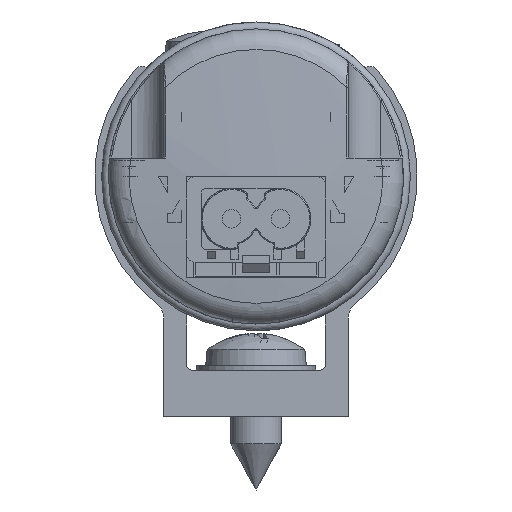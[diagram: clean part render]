
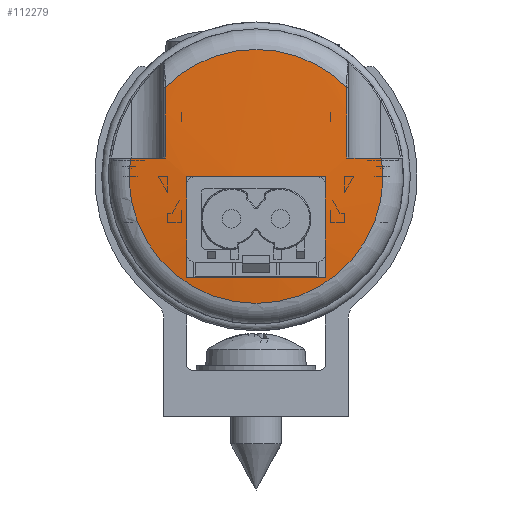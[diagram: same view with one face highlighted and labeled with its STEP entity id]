
A CAD part, left-side view. The second image highlights one B-rep face of the part: STEP entity #112279.
In plain terms, the highlighted spherical face has radius 128.5 mm.
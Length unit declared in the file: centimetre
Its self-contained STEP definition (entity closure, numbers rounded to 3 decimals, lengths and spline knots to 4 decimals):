
#3811=SPHERICAL_SURFACE('',#121860,12.85);
#4170=FACE_BOUND('',#16378,.T.);
#10695=FACE_OUTER_BOUND('',#16377,.T.);
#16377=EDGE_LOOP('',(#94812,#94813,#94814,#94815,#94816,#94817));
#16378=EDGE_LOOP('',(#94818,#94819,#94820,#94821));
#17370=CIRCLE('',#121849,1.3768);
#17371=CIRCLE('',#121851,12.8484);
#17376=CIRCLE('',#121859,1.3768);
#17377=CIRCLE('',#121861,12.8484);
#17378=CIRCLE('',#121862,12.8125);
#17379=CIRCLE('',#121863,12.8125);
#17380=CIRCLE('',#121864,12.85);
#17381=CIRCLE('',#121865,12.8281);
#17382=CIRCLE('',#121866,12.8028);
#17383=CIRCLE('',#121867,12.8281);
#48631=VERTEX_POINT('',#188648);
#48632=VERTEX_POINT('',#188660);
#48633=VERTEX_POINT('',#188673);
#48641=VERTEX_POINT('',#188711);
#48642=VERTEX_POINT('',#188718);
#48643=VERTEX_POINT('',#188727);
#48644=VERTEX_POINT('',#188731);
#48645=VERTEX_POINT('',#188732);
#48646=VERTEX_POINT('',#188734);
#48647=VERTEX_POINT('',#188736);
#64185=EDGE_CURVE('',#48632,#48631,#17370,.T.);
#64186=EDGE_CURVE('',#48631,#48633,#17371,.T.);
#64196=EDGE_CURVE('',#48641,#48642,#17376,.T.);
#64198=EDGE_CURVE('',#48643,#48632,#17377,.T.);
#64199=EDGE_CURVE('',#48642,#48643,#17378,.T.);
#64200=EDGE_CURVE('',#48633,#48641,#17379,.T.);
#64201=EDGE_CURVE('',#48644,#48645,#17380,.T.);
#64202=EDGE_CURVE('',#48645,#48646,#17381,.T.);
#64203=EDGE_CURVE('',#48646,#48647,#17382,.T.);
#64204=EDGE_CURVE('',#48647,#48644,#17383,.T.);
#94812=ORIENTED_EDGE('',*,*,#64185,.F.);
#94813=ORIENTED_EDGE('',*,*,#64198,.F.);
#94814=ORIENTED_EDGE('',*,*,#64199,.F.);
#94815=ORIENTED_EDGE('',*,*,#64196,.F.);
#94816=ORIENTED_EDGE('',*,*,#64200,.F.);
#94817=ORIENTED_EDGE('',*,*,#64186,.F.);
#94818=ORIENTED_EDGE('',*,*,#64201,.T.);
#94819=ORIENTED_EDGE('',*,*,#64202,.T.);
#94820=ORIENTED_EDGE('',*,*,#64203,.T.);
#94821=ORIENTED_EDGE('',*,*,#64204,.T.);
#112279=ADVANCED_FACE('',(#10695,#4170),#3811,.T.);
#121849=AXIS2_PLACEMENT_3D('',#188671,#150890,#150891);
#121851=AXIS2_PLACEMENT_3D('',#188674,#150894,#150895);
#121859=AXIS2_PLACEMENT_3D('',#188719,#150912,#150913);
#121860=AXIS2_PLACEMENT_3D('',#188726,#150914,#150915);
#121861=AXIS2_PLACEMENT_3D('',#188728,#150916,#150917);
#121862=AXIS2_PLACEMENT_3D('',#188729,#150918,#150919);
#121863=AXIS2_PLACEMENT_3D('',#188730,#150920,#150921);
#121864=AXIS2_PLACEMENT_3D('',#188733,#150922,#150923);
#121865=AXIS2_PLACEMENT_3D('',#188735,#150924,#150925);
#121866=AXIS2_PLACEMENT_3D('',#188737,#150926,#150927);
#121867=AXIS2_PLACEMENT_3D('',#188738,#150928,#150929);
#150890=DIRECTION('center_axis',(1.,0.,0.));
#150891=DIRECTION('ref_axis',(0.,0.,
-1.));
#150894=DIRECTION('center_axis',(0.,0.,
1.));
#150895=DIRECTION('ref_axis',(0.,1.,0.));
#150912=DIRECTION('center_axis',(1.,0.,0.));
#150913=DIRECTION('ref_axis',(0.,0.,
1.));
#150914=DIRECTION('center_axis',(0.,0.,
1.));
#150915=DIRECTION('ref_axis',(-1.,0.,0.));
#150916=DIRECTION('center_axis',(0.,0.,
1.));
#150917=DIRECTION('ref_axis',(0.,1.,0.));
#150918=DIRECTION('center_axis',(0.,-1.,0.));
#150919=DIRECTION('ref_axis',(-0.999,0.,0.045));
#150920=DIRECTION('center_axis',(0.,1.,0.));
#150921=DIRECTION('ref_axis',(-0.999,0.,0.045));
#150922=DIRECTION('center_axis',(0.,0.,
1.));
#150923=DIRECTION('ref_axis',(-0.992,0.125,0.));
#150924=DIRECTION('center_axis',(0.,-1.,0.));
#150925=DIRECTION('ref_axis',(0.,0.,
1.));
#150926=DIRECTION('center_axis',(0.,0.,
-1.));
#150927=DIRECTION('ref_axis',(0.,-1.,0.));
#150928=DIRECTION('center_axis',(0.,1.,0.));
#150929=DIRECTION('ref_axis',(0.,0.,
-1.));
#188648=CARTESIAN_POINT('',(-35.276,1.3622,0.2));
#188660=CARTESIAN_POINT('',(-35.276,-1.3622,0.2));
#188671=CARTESIAN_POINT('Origin',(-35.276,0.,
0.));
#188673=CARTESIAN_POINT('',(-35.3109,0.9815,0.2));
#188674=CARTESIAN_POINT('Origin',(-22.5,0.,
0.2));
#188711=CARTESIAN_POINT('',(-35.276,0.9815,0.9655));
#188718=CARTESIAN_POINT('',(-35.276,-0.9815,0.9655));
#188719=CARTESIAN_POINT('Origin',(-35.276,0.,
0.));
#188726=CARTESIAN_POINT('Origin',(-22.5,0.,
0.));
#188727=CARTESIAN_POINT('',(-35.3109,-0.9815,0.2));
#188728=CARTESIAN_POINT('Origin',(-22.5,0.,
0.2));
#188729=CARTESIAN_POINT('Origin',(-22.5,-0.9815,
0.));
#188730=CARTESIAN_POINT('Origin',(-22.5,0.9815,0.));
#188731=CARTESIAN_POINT('',(-35.3281,0.75,0.));
#188732=CARTESIAN_POINT('',(-35.3281,-0.75,0.));
#188733=CARTESIAN_POINT('Origin',(-22.5,0.,
0.));
#188734=CARTESIAN_POINT('',(-35.2808,-0.75,-1.1));
#188735=CARTESIAN_POINT('Origin',(-22.5,-0.75,0.));
#188736=CARTESIAN_POINT('',(-35.2808,0.75,-1.1));
#188737=CARTESIAN_POINT('Origin',(-22.5,0.,-1.1));
#188738=CARTESIAN_POINT('Origin',(-22.5,0.75,0.));
